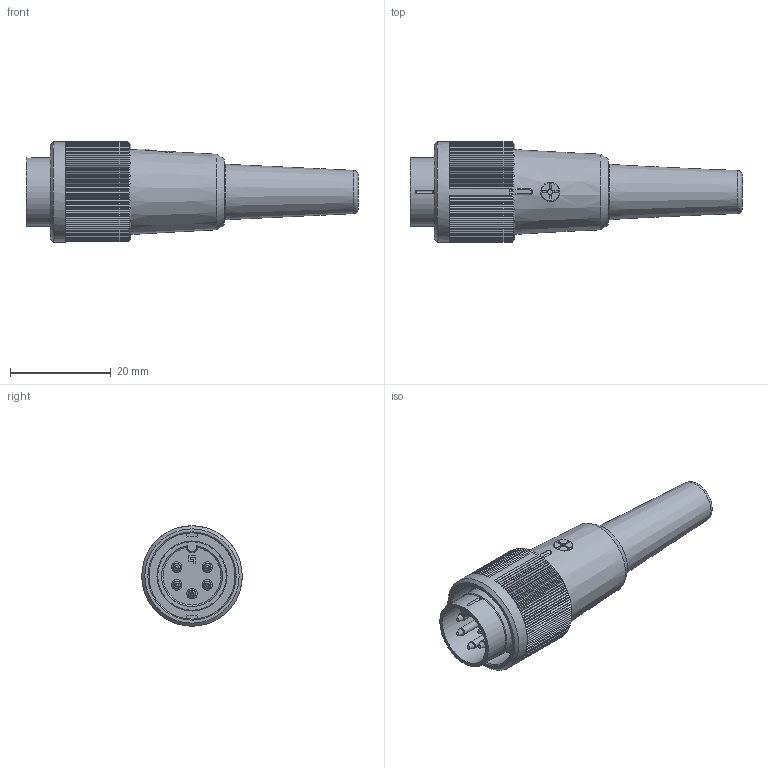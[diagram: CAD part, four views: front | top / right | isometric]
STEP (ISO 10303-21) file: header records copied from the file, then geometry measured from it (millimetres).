
FILE_DESCRIPTION(/* description */ (''),/* implementation_level */ '2;1');
FILE_NAME(/* name */ '99-0613-00-05_bg.stp',/* time_stamp */ '2008-07-18T12:02:34+02:00',/* author */ (''),/* organization */ (''),/* preprocessor_version */ 'ST-DEVELOPER v11',/* originating_system */ 'UGS - NX 5.0',/* authorisation */ '');
FILE_SCHEMA (('CONFIG_CONTROL_DESIGN'));
Length unit declared in the file: millimetre
Products named in the file (1): kborEFAF72c1
Bounding box: 65.8 x 19.9 x 19.9 mm (x, y, z)
Volume: 9769.7 mm3; surface area: 4846.4 mm2
Topology: 1 solids, 1 shells, 376 faces, 1053 edges, 689 vertices
Faces by surface type: plane 312, cylinder 27, cone 19, bspline 10, torus 4, sphere 4
Full cylindrical faces by diameter (mm): 1 x1, 1.49 x5, 13.6 x1, 13.9 x1, 17.1 x1, 19.9 x1
Entity records: 12198 total; most frequent: CARTESIAN_POINT 3220, ORIENTED_EDGE 1976, DIRECTION 1563, EDGE_CURVE 988, VERTEX_POINT 670, LINE 631, VECTOR 631, AXIS2_PLACEMENT_3D 466
